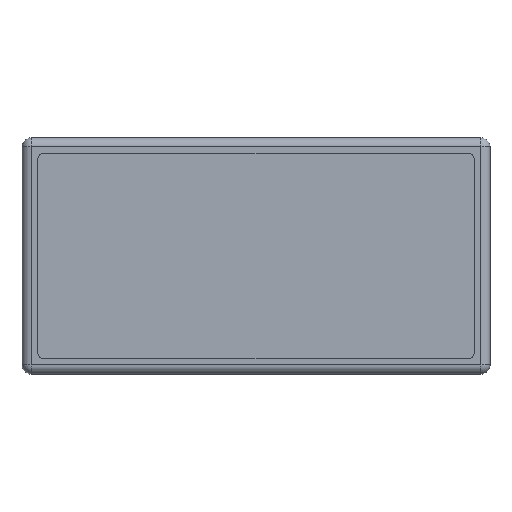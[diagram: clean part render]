
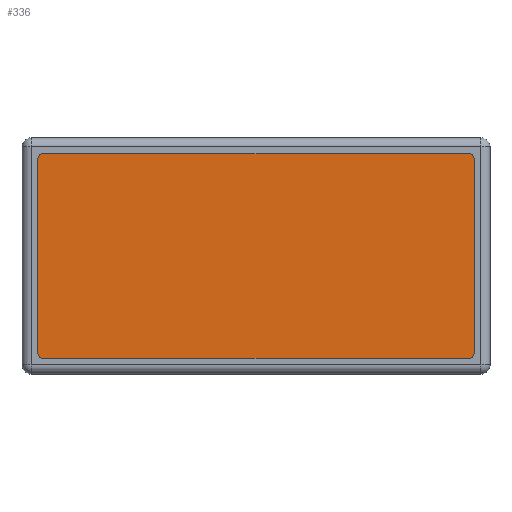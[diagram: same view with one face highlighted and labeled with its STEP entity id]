
A CAD part, top view. The second image highlights one B-rep face of the part: STEP entity #336.
In plain terms, the highlighted planar face has unit normal (0, 0, 1).
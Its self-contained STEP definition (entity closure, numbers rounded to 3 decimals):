
#81=CARTESIAN_POINT('',(23.9,-10.7,10.45));
#82=VERTEX_POINT('',#81);
#89=CARTESIAN_POINT('',(23.4,-11.2,10.45));
#90=VERTEX_POINT('',#89);
#91=CARTESIAN_POINT('',(23.4,-10.7,10.45));
#92=DIRECTION('',(0.0,0.0,-1.0));
#93=DIRECTION('',(0.707,-0.707,0.0));
#94=AXIS2_PLACEMENT_3D('',#91,#92,#93);
#95=CIRCLE('',#94,0.5);
#96=EDGE_CURVE('',#82,#90,#95,.T.);
#120=CARTESIAN_POINT('',(23.9,10.7,10.45));
#121=VERTEX_POINT('',#120);
#128=CARTESIAN_POINT('',(23.9,10.7,10.45));
#129=DIRECTION('',(0.0,-1.0,0.0));
#130=VECTOR('',#129,21.4);
#131=LINE('',#128,#130);
#132=EDGE_CURVE('',#121,#82,#131,.T.);
#152=CARTESIAN_POINT('',(23.4,11.2,10.45));
#153=VERTEX_POINT('',#152);
#160=CARTESIAN_POINT('',(23.4,10.7,10.45));
#161=DIRECTION('',(0.0,0.0,-1.0));
#162=DIRECTION('',(0.707,0.707,0.0));
#163=AXIS2_PLACEMENT_3D('',#160,#161,#162);
#164=CIRCLE('',#163,0.5);
#165=EDGE_CURVE('',#153,#121,#164,.T.);
#184=CARTESIAN_POINT('',(-23.4,11.2,10.45));
#185=VERTEX_POINT('',#184);
#192=CARTESIAN_POINT('',(-23.4,11.2,10.45));
#193=DIRECTION('',(1.0,0.0,0.0));
#194=VECTOR('',#193,46.8);
#195=LINE('',#192,#194);
#196=EDGE_CURVE('',#185,#153,#195,.T.);
#216=CARTESIAN_POINT('',(-23.9,10.7,10.45));
#217=VERTEX_POINT('',#216);
#224=CARTESIAN_POINT('',(-23.4,10.7,10.45));
#225=DIRECTION('',(0.0,0.0,-1.0));
#226=DIRECTION('',(-0.707,0.707,0.0));
#227=AXIS2_PLACEMENT_3D('',#224,#225,#226);
#228=CIRCLE('',#227,0.5);
#229=EDGE_CURVE('',#217,#185,#228,.T.);
#248=CARTESIAN_POINT('',(-23.9,-10.7,10.45));
#249=VERTEX_POINT('',#248);
#256=CARTESIAN_POINT('',(-23.9,-10.7,10.45));
#257=DIRECTION('',(0.0,1.0,0.0));
#258=VECTOR('',#257,21.4);
#259=LINE('',#256,#258);
#260=EDGE_CURVE('',#249,#217,#259,.T.);
#280=CARTESIAN_POINT('',(-23.4,-11.2,10.45));
#281=VERTEX_POINT('',#280);
#288=CARTESIAN_POINT('',(-23.4,-10.7,10.45));
#289=DIRECTION('',(0.0,0.0,-1.0));
#290=DIRECTION('',(-0.707,-0.707,0.0));
#291=AXIS2_PLACEMENT_3D('',#288,#289,#290);
#292=CIRCLE('',#291,0.5);
#293=EDGE_CURVE('',#281,#249,#292,.T.);
#311=CARTESIAN_POINT('',(23.4,-11.2,10.45));
#312=DIRECTION('',(-1.0,0.0,0.0));
#313=VECTOR('',#312,46.8);
#314=LINE('',#311,#313);
#315=EDGE_CURVE('',#90,#281,#314,.T.);
#321=CARTESIAN_POINT('',(0.,0.,10.45));
#322=DIRECTION('',(0.0,0.0,1.0));
#323=DIRECTION('',(1.0,0.0,0.0));
#324=AXIS2_PLACEMENT_3D('',#321,#322,#323);
#325=PLANE('',#324);
#326=ORIENTED_EDGE('',*,*,#315,.F.);
#327=ORIENTED_EDGE('',*,*,#96,.F.);
#328=ORIENTED_EDGE('',*,*,#132,.F.);
#329=ORIENTED_EDGE('',*,*,#165,.F.);
#330=ORIENTED_EDGE('',*,*,#196,.F.);
#331=ORIENTED_EDGE('',*,*,#229,.F.);
#332=ORIENTED_EDGE('',*,*,#260,.F.);
#333=ORIENTED_EDGE('',*,*,#293,.F.);
#334=EDGE_LOOP('',(#326,#327,#328,#329,#330,#331,#332,#333));
#335=FACE_OUTER_BOUND('',#334,.T.);
#336=ADVANCED_FACE('',(#335),#325,.T.);
